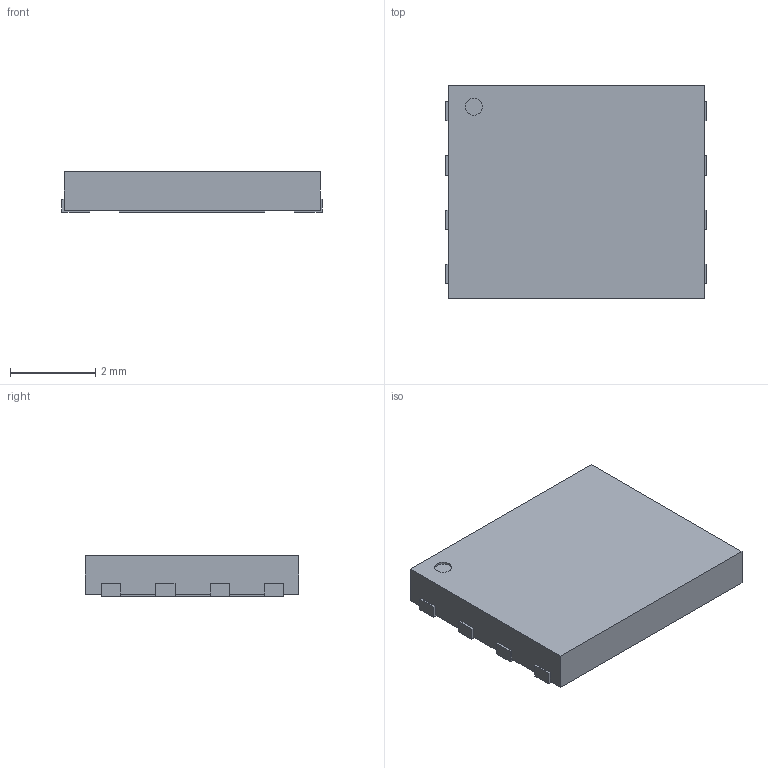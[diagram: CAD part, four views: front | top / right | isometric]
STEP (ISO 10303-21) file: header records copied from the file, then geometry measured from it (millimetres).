
FILE_DESCRIPTION(('FreeCAD Model'),'2;1');
FILE_NAME( 'DFN-8-6X5mm.step', '2016-07-22T12:03:59',('Author'),(''), 'Open CASCADE STEP processor 6.8','FreeCAD','Unknown');
FILE_SCHEMA(('AUTOMOTIVE_DESIGN_CC2 { 1 2 10303 214 -1 1 5 4 }'));
Length unit declared in the file: inch
Products named in the file (2): ASSEMBLY; DFN-8-6x5mm
Assembly tree (1 placements, depth 2):
  ASSEMBLY
    DFN-8-6x5mm
Bounding box: 6.1 x 5 x 0.95 mm (x, y, z)
Volume: 27.8 mm3; surface area: 81.9 mm2
Topology: 1 solids, 1 shells, 62 faces, 174 edges, 116 vertices
Faces by surface type: plane 61, cylinder 1
Full cylindrical faces by diameter (mm): 0.4 x1
Entity records: 4589 total; most frequent: CARTESIAN_POINT 814, DIRECTION 545, LINE 412, VECTOR 412, ORIENTED_EDGE 348, PCURVE 348, DEFINITIONAL_REPRESENTATION 348, EDGE_CURVE 174
